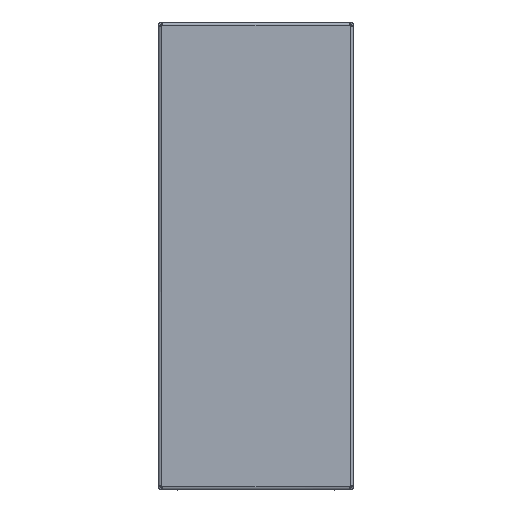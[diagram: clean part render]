
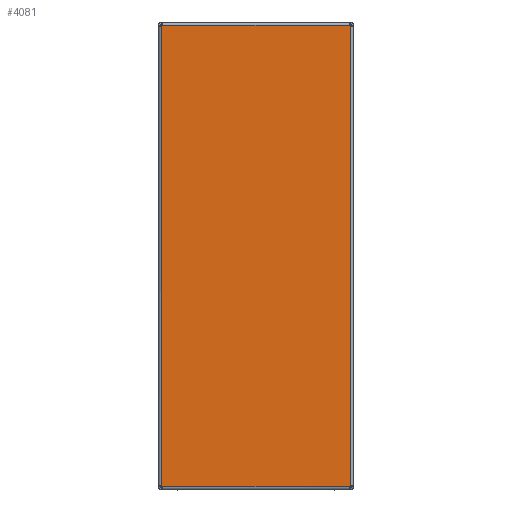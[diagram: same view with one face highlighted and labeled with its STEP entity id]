
A CAD part, front view. The second image highlights one B-rep face of the part: STEP entity #4081.
In plain terms, the highlighted planar face has unit normal (0, -1, 0).
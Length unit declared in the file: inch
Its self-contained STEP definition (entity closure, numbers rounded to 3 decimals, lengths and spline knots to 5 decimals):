
#26 = VERTEX_POINT ( 'NONE', #5823 ) ;
#436 = EDGE_CURVE ( 'NONE', #4263, #26, #6516, .T. ) ;
#576 = ORIENTED_EDGE ( 'NONE', *, *, #2711, .T. ) ;
#693 = DIRECTION ( 'NONE',  ( 0., 0., 1. ) ) ;
#759 = ORIENTED_EDGE ( 'NONE', *, *, #436, .T. ) ;
#770 = LINE ( 'NONE', #5952, #6962 ) ;
#776 = DIRECTION ( 'NONE',  ( 0., 0., -1. ) ) ;
#1639 = VERTEX_POINT ( 'NONE', #5929 ) ;
#1919 = DIRECTION ( 'NONE',  ( 0., -1., 0. ) ) ;
#2216 = DIRECTION ( 'NONE',  ( 1., 0., 0. ) ) ;
#2270 = EDGE_CURVE ( 'NONE', #26, #1639, #4122, .T. ) ;
#2426 = CARTESIAN_POINT ( 'NONE',  ( -13.9548, 0., 0. ) ) ;
#2711 = EDGE_CURVE ( 'NONE', #4752, #4263, #5926, .T. ) ;
#2825 = VECTOR ( 'NONE', #2216, 39.37008 ) ;
#3123 = CARTESIAN_POINT ( 'NONE',  ( -13.9548, 0., -0.99806 ) ) ;
#3558 = DIRECTION ( 'NONE',  ( 0., 0., -1. ) ) ;
#4081 = ADVANCED_FACE ( 'NONE', ( #4296 ), #7115, .T. ) ;
#4122 = LINE ( 'NONE', #6471, #2825 ) ;
#4130 = CARTESIAN_POINT ( 'NONE',  ( 4.83352, 0., -0.99806 ) ) ;
#4263 = VERTEX_POINT ( 'NONE', #6874 ) ;
#4296 = FACE_OUTER_BOUND ( 'NONE', #5700, .T. ) ;
#4302 = DIRECTION ( 'NONE',  ( -1., 0., 0. ) ) ;
#4439 = EDGE_CURVE ( 'NONE', #1639, #4752, #770, .T. ) ;
#4752 = VERTEX_POINT ( 'NONE', #4130 ) ;
#4785 = ORIENTED_EDGE ( 'NONE', *, *, #2270, .T. ) ;
#5700 = EDGE_LOOP ( 'NONE', ( #759, #4785, #7120, #576 ) ) ;
#5823 = CARTESIAN_POINT ( 'NONE',  ( -4.83352, 0., -24.66504 ) ) ;
#5908 = VECTOR ( 'NONE', #4302, 39.37008 ) ;
#5926 = LINE ( 'NONE', #3123, #5908 ) ;
#5929 = CARTESIAN_POINT ( 'NONE',  ( 4.83352, 0., -24.66504 ) ) ;
#5952 = CARTESIAN_POINT ( 'NONE',  ( 4.83352, 0., 0. ) ) ;
#6471 = CARTESIAN_POINT ( 'NONE',  ( -13.9548, 0., -24.66504 ) ) ;
#6516 = LINE ( 'NONE', #7204, #7405 ) ;
#6874 = CARTESIAN_POINT ( 'NONE',  ( -4.83352, 0., -0.99806 ) ) ;
#6962 = VECTOR ( 'NONE', #693, 39.37008 ) ;
#7115 = PLANE ( 'NONE',  #7130 ) ;
#7120 = ORIENTED_EDGE ( 'NONE', *, *, #4439, .T. ) ;
#7130 = AXIS2_PLACEMENT_3D ( 'NONE', #2426, #1919, #776 ) ;
#7204 = CARTESIAN_POINT ( 'NONE',  ( -4.83352, 0., 0. ) ) ;
#7405 = VECTOR ( 'NONE', #3558, 39.37008 ) ;
